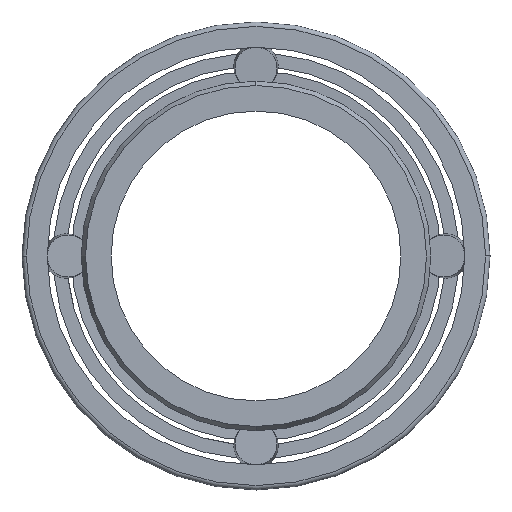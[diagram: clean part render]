
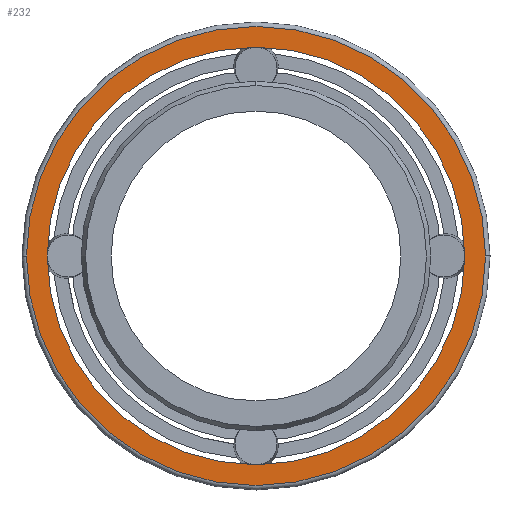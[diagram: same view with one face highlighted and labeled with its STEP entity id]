
A CAD part, left-side view. The second image highlights one B-rep face of the part: STEP entity #232.
In plain terms, the highlighted planar face has unit normal (-1, 0, 0).
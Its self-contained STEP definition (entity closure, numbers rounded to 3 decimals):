
#232=ADVANCED_FACE('',(#554,#555),#556,.T.);
#554=FACE_OUTER_BOUND('',#984,.T.);
#555=FACE_BOUND('',#985,.T.);
#556=PLANE('',#986);
#984=EDGE_LOOP('',(#1550,#1551));
#985=EDGE_LOOP('',(#1552,#1553,#1554));
#986=AXIS2_PLACEMENT_3D('',#1555,#1556,#1557);
#1550=ORIENTED_EDGE('',*,*,#2401,.F.);
#1551=ORIENTED_EDGE('',*,*,#2484,.F.);
#1552=ORIENTED_EDGE('',*,*,#2490,.T.);
#1553=ORIENTED_EDGE('',*,*,#2386,.T.);
#1554=ORIENTED_EDGE('',*,*,#2491,.T.);
#1555=CARTESIAN_POINT('',(0.0,0.,98.325));
#1556=DIRECTION('',(-1.0,-0.0,0.0));
#1557=DIRECTION('',(0.0,0.0,1.0));
#2386=EDGE_CURVE('',#2813,#2817,#2819,.T.);
#2401=EDGE_CURVE('',#2843,#2846,#2847,.T.);
#2484=EDGE_CURVE('',#2846,#2843,#2960,.T.);
#2490=EDGE_CURVE('',#2966,#2813,#2967,.T.);
#2491=EDGE_CURVE('',#2817,#2966,#2968,.T.);
#2813=VERTEX_POINT('',#3438);
#2817=VERTEX_POINT('',#3442);
#2819=CIRCLE('',#3444,93.65);
#2843=VERTEX_POINT('',#3470);
#2846=VERTEX_POINT('',#3473);
#2847=CIRCLE('',#3474,103.0);
#2960=CIRCLE('',#3703,103.0);
#2966=VERTEX_POINT('',#3709);
#2967=CIRCLE('',#3710,93.65);
#2968=CIRCLE('',#3711,93.65);
#3438=CARTESIAN_POINT('',(0.0,-93.65,0.));
#3442=CARTESIAN_POINT('',(0.0,93.65,0.));
#3444=AXIS2_PLACEMENT_3D('',#4560,#4561,#4562);
#3470=CARTESIAN_POINT('',(0.0,103.0,0.));
#3473=CARTESIAN_POINT('',(0.0,-103.0,0.));
#3474=AXIS2_PLACEMENT_3D('',#4592,#4593,#4594);
#3703=AXIS2_PLACEMENT_3D('',#4734,#4735,#4736);
#3709=CARTESIAN_POINT('',(0.0,0.,93.65));
#3710=AXIS2_PLACEMENT_3D('',#4740,#4741,#4742);
#3711=AXIS2_PLACEMENT_3D('',#4743,#4744,#4745);
#4560=CARTESIAN_POINT('',(0.0,0.0,0.0));
#4561=DIRECTION('',(1.0,0.0,-0.0));
#4562=DIRECTION('',(0.0,0.,1.0));
#4592=CARTESIAN_POINT('',(0.0,0.0,0.0));
#4593=DIRECTION('',(1.0,0.0,-0.0));
#4594=DIRECTION('',(0.0,0.,1.0));
#4734=CARTESIAN_POINT('',(0.0,0.0,0.0));
#4735=DIRECTION('',(1.0,0.0,-0.0));
#4736=DIRECTION('',(0.0,0.,1.0));
#4740=CARTESIAN_POINT('',(0.0,0.0,0.0));
#4741=DIRECTION('',(1.0,0.0,-0.0));
#4742=DIRECTION('',(0.0,0.,1.0));
#4743=CARTESIAN_POINT('',(0.0,0.0,0.0));
#4744=DIRECTION('',(1.0,0.0,-0.0));
#4745=DIRECTION('',(0.0,0.,1.0));
